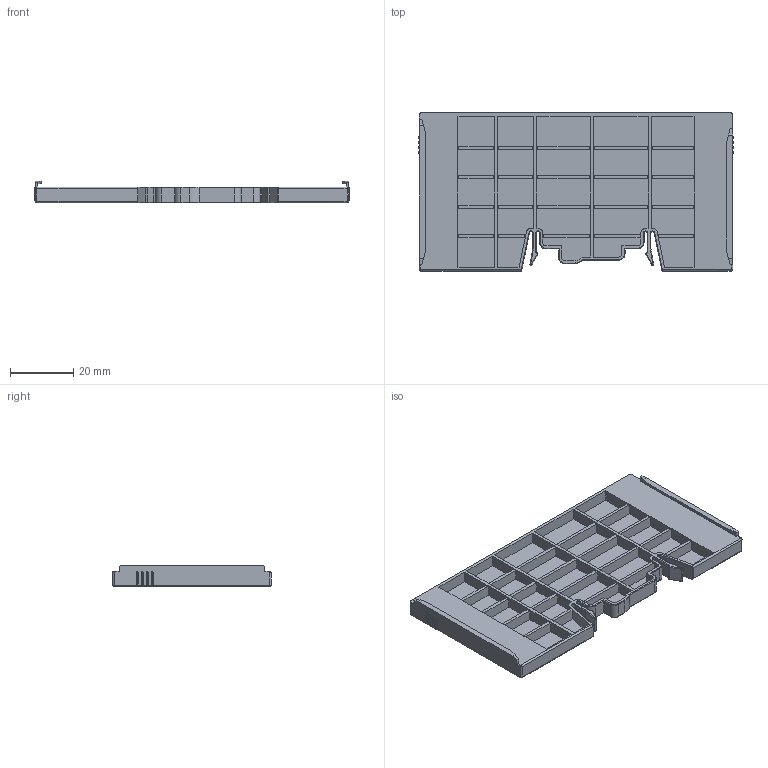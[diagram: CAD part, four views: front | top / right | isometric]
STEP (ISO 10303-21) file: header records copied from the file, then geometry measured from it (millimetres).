
FILE_DESCRIPTION((''),'2;1');
FILE_NAME('FNIO_R_SERIES-11-06','2020-02-12T',('seo'),(''),'CREO PARAMETRIC BY PTC INC, 2016130','CREO PARAMETRIC BY PTC INC, 2016130','');
FILE_SCHEMA(('CONFIG_CONTROL_DESIGN'));
Length unit declared in the file: millimetre
Products named in the file (1): FNIO_R_SERIES-11-06
Bounding box: 99.8 x 50 x 6.9 mm (x, y, z)
Volume: 10352.7 mm3; surface area: 18666.8 mm2
Topology: 1 solids, 1 shells, 1220 faces, 2886 edges, 1732 vertices
Faces by surface type: cylinder 517, plane 467, torus 182, bspline 50, sphere 4
Entity records: 35728 total; most frequent: CARTESIAN_POINT 7024, DIRECTION 6404, ORIENTED_EDGE 5772, EDGE_CURVE 2886, AXIS2_PLACEMENT_3D 2384, VERTEX_POINT 1732, VECTOR 1636, LINE 1636
